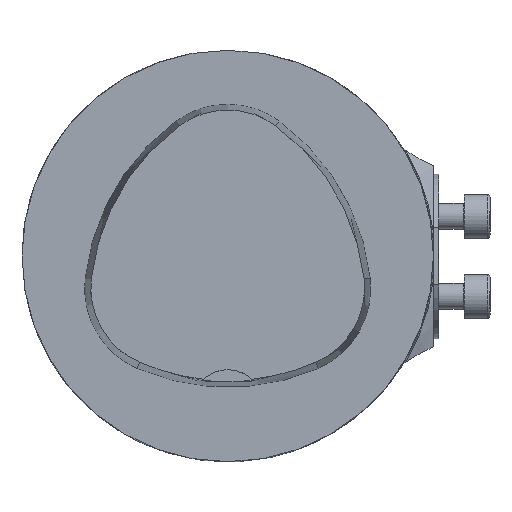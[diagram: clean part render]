
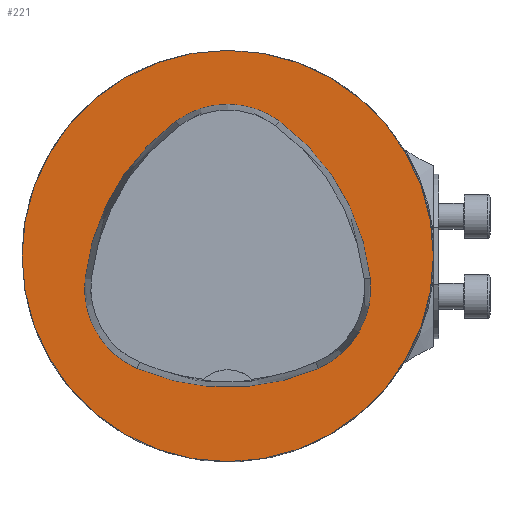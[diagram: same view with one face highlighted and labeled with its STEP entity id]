
A CAD part, top view. The second image highlights one B-rep face of the part: STEP entity #221.
In plain terms, the highlighted planar face has unit normal (0, 0, 1).
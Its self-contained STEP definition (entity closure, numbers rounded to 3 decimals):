
#78=FACE_BOUND('',#378,.T.);
#79=FACE_BOUND('',#379,.T.);
#126=CIRCLE('',#1109,40.);
#133=CIRCLE('',#1150,44.);
#135=CIRCLE('',#1153,17.);
#137=CIRCLE('',#1156,44.);
#139=CIRCLE('',#1159,17.);
#143=CIRCLE('',#1164,44.);
#145=CIRCLE('',#1167,17.);
#221=ADVANCED_FACE('',(#78,#79),#274,.T.);
#274=PLANE('',#1172);
#378=EDGE_LOOP('',(#636,#637,#638,#639,#640,#641));
#379=EDGE_LOOP('',(#642));
#636=ORIENTED_EDGE('',*,*,#934,.T.);
#637=ORIENTED_EDGE('',*,*,#914,.T.);
#638=ORIENTED_EDGE('',*,*,#918,.T.);
#639=ORIENTED_EDGE('',*,*,#921,.T.);
#640=ORIENTED_EDGE('',*,*,#924,.T.);
#641=ORIENTED_EDGE('',*,*,#932,.T.);
#642=ORIENTED_EDGE('',*,*,#854,.F.);
#755=VERTEX_POINT('',#1623);
#796=VERTEX_POINT('',#1825);
#797=VERTEX_POINT('',#1826);
#800=VERTEX_POINT('',#1834);
#802=VERTEX_POINT('',#1840);
#804=VERTEX_POINT('',#1846);
#811=VERTEX_POINT('',#1867);
#854=EDGE_CURVE('',#755,#755,#126,.T.);
#914=EDGE_CURVE('',#796,#797,#133,.T.);
#918=EDGE_CURVE('',#797,#800,#135,.T.);
#921=EDGE_CURVE('',#800,#802,#137,.T.);
#924=EDGE_CURVE('',#802,#804,#139,.T.);
#932=EDGE_CURVE('',#804,#811,#143,.T.);
#934=EDGE_CURVE('',#811,#796,#145,.T.);
#1109=AXIS2_PLACEMENT_3D('',#1622,#1273,#1274);
#1150=AXIS2_PLACEMENT_3D('',#1824,#1379,#1380);
#1153=AXIS2_PLACEMENT_3D('',#1833,#1387,#1388);
#1156=AXIS2_PLACEMENT_3D('',#1839,#1394,#1395);
#1159=AXIS2_PLACEMENT_3D('',#1845,#1401,#1402);
#1164=AXIS2_PLACEMENT_3D('',#1868,#1413,#1414);
#1167=AXIS2_PLACEMENT_3D('',#1871,#1419,#1420);
#1172=AXIS2_PLACEMENT_3D('',#1876,#1429,#1430);
#1273=DIRECTION('',(0.,0.,-1.));
#1274=DIRECTION('',(-1.,0.,0.));
#1379=DIRECTION('',(0.,0.,-1.));
#1380=DIRECTION('',(-1.,0.,0.));
#1387=DIRECTION('',(0.,0.,-1.));
#1388=DIRECTION('',(-1.,0.,0.));
#1394=DIRECTION('',(0.,0.,-1.));
#1395=DIRECTION('',(-1.,0.,0.));
#1401=DIRECTION('',(0.,0.,-1.));
#1402=DIRECTION('',(-1.,0.,0.));
#1413=DIRECTION('',(0.,0.,-1.));
#1414=DIRECTION('',(-1.,0.,0.));
#1419=DIRECTION('',(0.,0.,-1.));
#1420=DIRECTION('',(-1.,0.,0.));
#1429=DIRECTION('',(0.,0.,1.));
#1430=DIRECTION('',(1.,0.,0.));
#1622=CARTESIAN_POINT('',(0.,0.,0.));
#1623=CARTESIAN_POINT('',(-40.,0.,0.));
#1824=CARTESIAN_POINT('',(16.01,-9.224,0.));
#1825=CARTESIAN_POINT('',(-27.722,-4.378,0.));
#1826=CARTESIAN_POINT('',(-10.119,26.178,0.));
#1833=CARTESIAN_POINT('',(-0.023,12.5,0.));
#1834=CARTESIAN_POINT('',(10.049,26.194,0.));
#1839=CARTESIAN_POINT('',(-16.021,-9.25,0.));
#1840=CARTESIAN_POINT('',(27.71,-4.394,0.));
#1845=CARTESIAN_POINT('',(10.814,-6.27,0.));
#1846=CARTESIAN_POINT('',(17.611,-21.852,0.));
#1867=CARTESIAN_POINT('',(-17.652,-21.819,0.));
#1868=CARTESIAN_POINT('',(0.017,18.477,0.));
#1871=CARTESIAN_POINT('',(-10.825,-6.25,0.));
#1876=CARTESIAN_POINT('',(0.,0.,0.));
